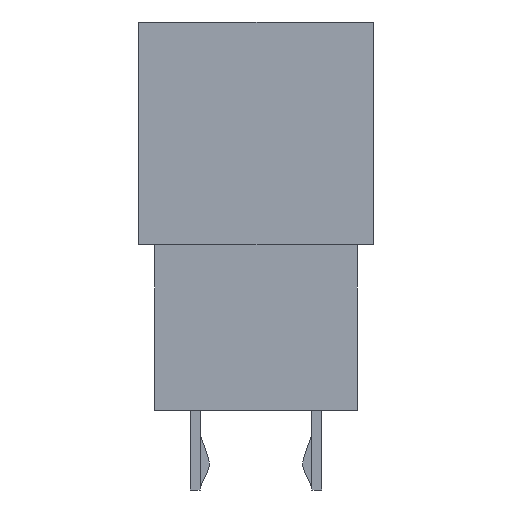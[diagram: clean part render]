
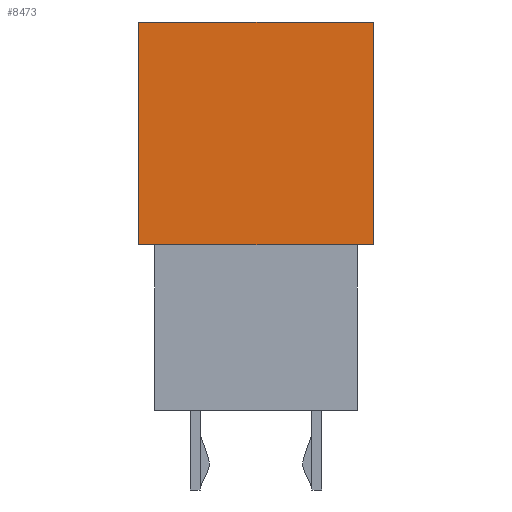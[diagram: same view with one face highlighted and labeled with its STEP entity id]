
A CAD part, left-side view. The second image highlights one B-rep face of the part: STEP entity #8473.
In plain terms, the highlighted planar face has unit normal (-1, 0, 0).
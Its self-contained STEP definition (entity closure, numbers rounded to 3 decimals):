
#72=DIRECTION('',(0.,-1.,0.));
#73=VECTOR('',#72,9.347);
#74=CARTESIAN_POINT('',(-46.482,4.674,0.));
#75=LINE('',#74,#73);
#131=DIRECTION('',(0.,0.,1.));
#132=VECTOR('',#131,8.89);
#133=CARTESIAN_POINT('',(-46.482,4.674,-8.89));
#134=LINE('',#133,#132);
#135=DIRECTION('',(0.,0.,1.));
#136=VECTOR('',#135,8.89);
#137=CARTESIAN_POINT('',(-46.482,-4.674,-8.89));
#138=LINE('',#137,#136);
#147=DIRECTION('',(0.,1.,0.));
#148=VECTOR('',#147,9.347);
#149=CARTESIAN_POINT('',(-46.482,-4.674,-8.89));
#150=LINE('',#149,#148);
#6395=CARTESIAN_POINT('',(-46.482,4.674,0.));
#6396=CARTESIAN_POINT('',(-46.482,-4.674,0.));
#6397=VERTEX_POINT('',#6395);
#6398=VERTEX_POINT('',#6396);
#6403=CARTESIAN_POINT('',(-46.482,-4.674,-8.89));
#6404=CARTESIAN_POINT('',(-46.482,4.674,-8.89));
#6405=VERTEX_POINT('',#6403);
#6406=VERTEX_POINT('',#6404);
#8459=CARTESIAN_POINT('',(-46.482,4.674,0.));
#8460=DIRECTION('',(-1.,0.,0.));
#8461=DIRECTION('',(0.,-1.,0.));
#8462=AXIS2_PLACEMENT_3D('',#8459,#8460,#8461);
#8463=PLANE('',#8462);
#8464=ORIENTED_EDGE('',*,*,#8422,.T.);
#8466=ORIENTED_EDGE('',*,*,#8465,.F.);
#8468=ORIENTED_EDGE('',*,*,#8467,.T.);
#8470=ORIENTED_EDGE('',*,*,#8469,.T.);
#8471=EDGE_LOOP('',(#8464,#8466,#8468,#8470));
#8472=FACE_OUTER_BOUND('',#8471,.F.);
#8473=ADVANCED_FACE('',(#8472),#8463,.T.);
#8422=EDGE_CURVE('',#6397,#6398,#75,.T.);
#8465=EDGE_CURVE('',#6405,#6398,#138,.T.);
#8467=EDGE_CURVE('',#6405,#6406,#150,.T.);
#8469=EDGE_CURVE('',#6406,#6397,#134,.T.);
